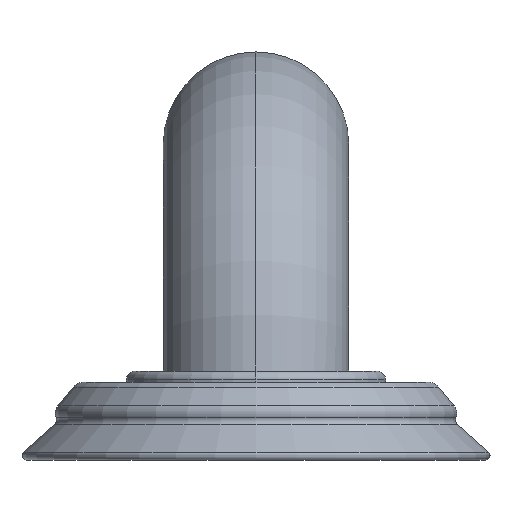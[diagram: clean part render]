
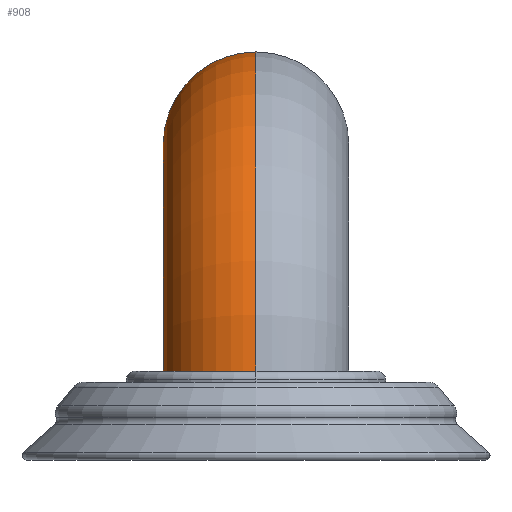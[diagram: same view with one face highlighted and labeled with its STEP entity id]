
A CAD part, left-side view. The second image highlights one B-rep face of the part: STEP entity #908.
In plain terms, the highlighted toroidal (fillet/blend) face has major radius 41.275 mm and minor radius 15.875 mm.
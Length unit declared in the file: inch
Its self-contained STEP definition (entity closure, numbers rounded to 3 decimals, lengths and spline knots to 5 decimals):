
#166=CARTESIAN_POINT('',(-8.36999,0.,0.6));
#167=CARTESIAN_POINT('',(-8.36999,0.0218,0.6));
#168=CARTESIAN_POINT('',(-8.37226,0.06514,0.6));
#169=CARTESIAN_POINT('',(-8.38251,0.12979,0.6));
#170=CARTESIAN_POINT('',(-8.39943,0.19286,0.6));
#171=CARTESIAN_POINT('',(-8.42296,0.25406,0.6));
#172=CARTESIAN_POINT('',(-8.45268,0.31231,0.6));
#173=CARTESIAN_POINT('',(-8.48851,0.36742,0.6));
#174=CARTESIAN_POINT('',(-8.52976,0.4183,0.6));
#175=CARTESIAN_POINT('',(-8.57636,0.46485,0.6));
#176=CARTESIAN_POINT('',(-8.62735,0.50611,0.6));
#177=CARTESIAN_POINT('',(-8.68265,0.54199,0.6));
#178=CARTESIAN_POINT('',(-8.74116,0.57178,0.6));
#179=CARTESIAN_POINT('',(-8.80269,0.5954,0.6));
#180=CARTESIAN_POINT('',(-8.86615,0.6124,0.6));
#181=CARTESIAN_POINT('',(-8.93117,0.6227,0.6));
#182=CARTESIAN_POINT('',(-8.99684,0.62614,0.6));
#183=CARTESIAN_POINT('',(-9.06245,0.62272,0.6));
#184=CARTESIAN_POINT('',(-9.12741,0.61245,0.6));
#185=CARTESIAN_POINT('',(-9.19077,0.59549,0.6));
#186=CARTESIAN_POINT('',(-9.25219,0.57193,0.6));
#187=CARTESIAN_POINT('',(-9.31056,0.54222,0.6));
#188=CARTESIAN_POINT('',(-9.36573,0.50642,0.6));
#189=CARTESIAN_POINT('',(-9.41659,0.46526,0.6));
#190=CARTESIAN_POINT('',(-9.46309,0.41879,0.6));
#191=CARTESIAN_POINT('',(-9.50426,0.36797,0.6));
#192=CARTESIAN_POINT('',(-9.54006,0.31289,0.6));
#193=CARTESIAN_POINT('',(-9.56976,0.25462,0.6));
#194=CARTESIAN_POINT('',(-9.59329,0.19334,0.6));
#195=CARTESIAN_POINT('',(-9.61023,0.13016,0.6));
#196=CARTESIAN_POINT('',(-9.6205,0.06534,0.6));
#197=CARTESIAN_POINT('',(-9.62278,0.02187,0.6));
#198=CARTESIAN_POINT('',(-9.62278,0.,0.6));
#244=CARTESIAN_POINT('',(-7.375,0.,0.5));
#245=DIRECTION('',(0.,1.,0.));
#246=DIRECTION('',(-0.995,0.,0.1));
#247=AXIS2_PLACEMENT_3D('',#244,#245,#246);
#249=CARTESIAN_POINT('',(-7.375,0.,0.5));
#250=DIRECTION('',(0.,1.,0.));
#251=DIRECTION('',(-0.999,0.,0.044));
#252=AXIS2_PLACEMENT_3D('',#249,#250,#251);
#263=CARTESIAN_POINT('',(-7.375,0.,2.125));
#264=DIRECTION('',(1.,0.,0.));
#265=DIRECTION('',(0.,0.,-1.));
#266=AXIS2_PLACEMENT_3D('',#263,#264,#265);
#550=CARTESIAN_POINT('',(-7.375,0.,1.5));
#551=CARTESIAN_POINT('',(-7.375,0.,2.75));
#552=VERTEX_POINT('',#550);
#553=VERTEX_POINT('',#551);
#558=VERTEX_POINT('',#166);
#559=VERTEX_POINT('',#198);
#894=CARTESIAN_POINT('',(-7.375,0.,0.5));
#895=DIRECTION('',(0.,1.,0.));
#896=DIRECTION('',(1.,0.,0.));
#897=AXIS2_PLACEMENT_3D('',#894,#895,#896);
#898=TOROIDAL_SURFACE('',#897,1.625,0.625);
#899=ORIENTED_EDGE('',*,*,#875,.F.);
#901=ORIENTED_EDGE('',*,*,#900,.T.);
#903=ORIENTED_EDGE('',*,*,#902,.T.);
#905=ORIENTED_EDGE('',*,*,#904,.F.);
#906=EDGE_LOOP('',(#899,#901,#903,#905));
#907=FACE_OUTER_BOUND('',#906,.F.);
#908=ADVANCED_FACE('',(#907),#898,.T.);
#199=B_SPLINE_CURVE_WITH_KNOTS('',3,(#166,#167,#168,#169,#170,#171,#172,#173,
#174,#175,#176,#177,#178,#179,#180,#181,#182,#183,#184,#185,#186,#187,#188,#189,
#190,#191,#192,#193,#194,#195,#196,#197,#198),.UNSPECIFIED.,.F.,.F.,(4,1,1,1,1,
1,1,1,1,1,1,1,1,1,1,1,1,1,1,1,1,1,1,1,1,1,1,1,1,1,4),(0.,0.03333,
0.06667,0.1,0.13333,0.16667,0.2,
0.23333,0.26667,0.3,0.33333,0.36667,
0.4,0.43333,0.46667,0.5,0.53333,
0.56667,0.6,0.63333,0.66667,0.7,
0.73333,0.76667,0.8,0.83333,0.86667,
0.9,0.93333,0.96667,1.),.UNSPECIFIED.);
#248=CIRCLE('',#247,1.);
#253=CIRCLE('',#252,2.25);
#267=CIRCLE('',#266,0.625);
#875=EDGE_CURVE('',#558,#559,#199,.T.);
#900=EDGE_CURVE('',#558,#552,#248,.T.);
#902=EDGE_CURVE('',#552,#553,#267,.T.);
#904=EDGE_CURVE('',#559,#553,#253,.T.);
